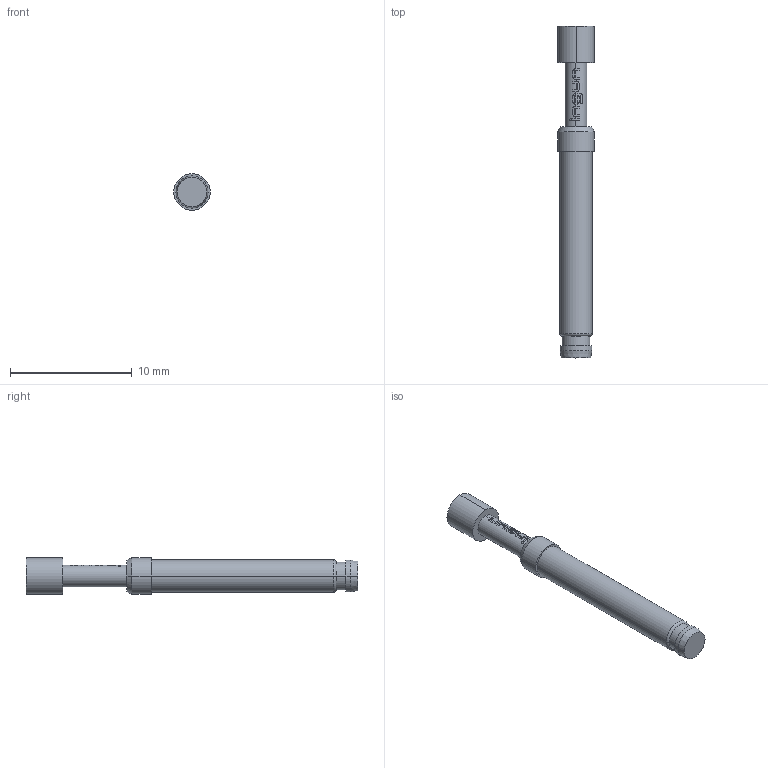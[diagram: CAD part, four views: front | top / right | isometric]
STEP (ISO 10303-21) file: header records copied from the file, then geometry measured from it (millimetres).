
FILE_DESCRIPTION (( 'STEP AP203' ), '1' );
FILE_NAME ('INGUN_GKS-113_302_300_A_xx02_C.STEP', '2023-10-11T06:53:59', ( '' ), ( '' ), 'SwSTEP 2.0', 'SolidWorks 2021', '' );
FILE_SCHEMA (( 'CONFIG_CONTROL_DESIGN' ));
Length unit declared in the file: millimetre
Products named in the file (1): INGUN_GKS-113_302_300_A_xx02_C
Bounding box: 3 x 27.3 x 3 mm (x, y, z)
Volume: 140.7 mm3; surface area: 240.4 mm2
Topology: 1 solids, 1 shells, 105 faces, 286 edges, 188 vertices
Faces by surface type: bspline 42, cylinder 31, plane 26, cone 4, torus 2
Entity records: 4417 total; most frequent: CARTESIAN_POINT 2224, ORIENTED_EDGE 572, EDGE_CURVE 286, B_SPLINE_CURVE_WITH_KNOTS 222, DIRECTION 222, VERTEX_POINT 188, EDGE_LOOP 110, FACE_OUTER_BOUND 105
